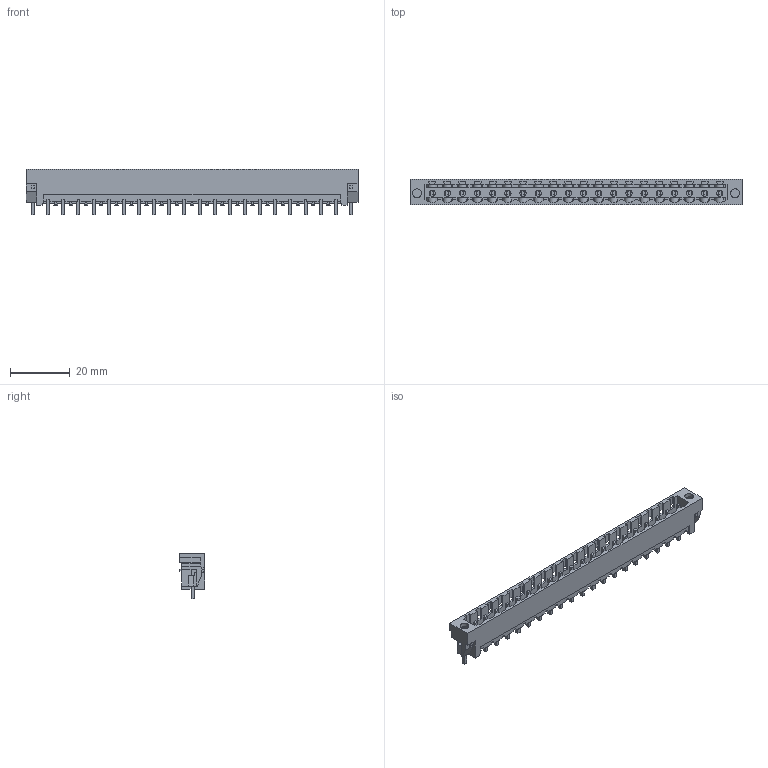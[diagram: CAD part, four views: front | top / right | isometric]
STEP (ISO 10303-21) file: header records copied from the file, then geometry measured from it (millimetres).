
FILE_DESCRIPTION(('CATIA V5 STEP Exchange','CAx-IF Rec.Pracs.--- Model Styling and Organization---1.2---2011-12-15'),'2;1');
FILE_NAME ('D1457058_0_1838620000_1838620000.stp','2018-03-31T12:15:48+00:00',('none'),('Weidmueller'),'CATIA Version 5-6 Release 2014','CATIA V5 STEP AP214','none');
FILE_SCHEMA(('AUTOMOTIVE_DESIGN { 1 0 10303 214 1 1 1 1 }'));
Length unit declared in the file: millimetre
Products named in the file (1): 1838620000
Bounding box: 111.4 x 8.43 x 15.2 mm (x, y, z)
Volume: 4023.1 mm3; surface area: 9468.8 mm2
Topology: 23 solids, 23 shells, 1242 faces, 3948 edges, 2712 vertices
Faces by surface type: plane 1025, cylinder 197, extrusion 20
Entity records: 45478 total; most frequent: CARTESIAN_POINT 9777, ORIENTED_EDGE 7896, DIRECTION 6063, EDGE_CURVE 3948, VECTOR 3222, LINE 3202, VERTEX_POINT 2712, AXIS2_PLACEMENT_3D 1619
